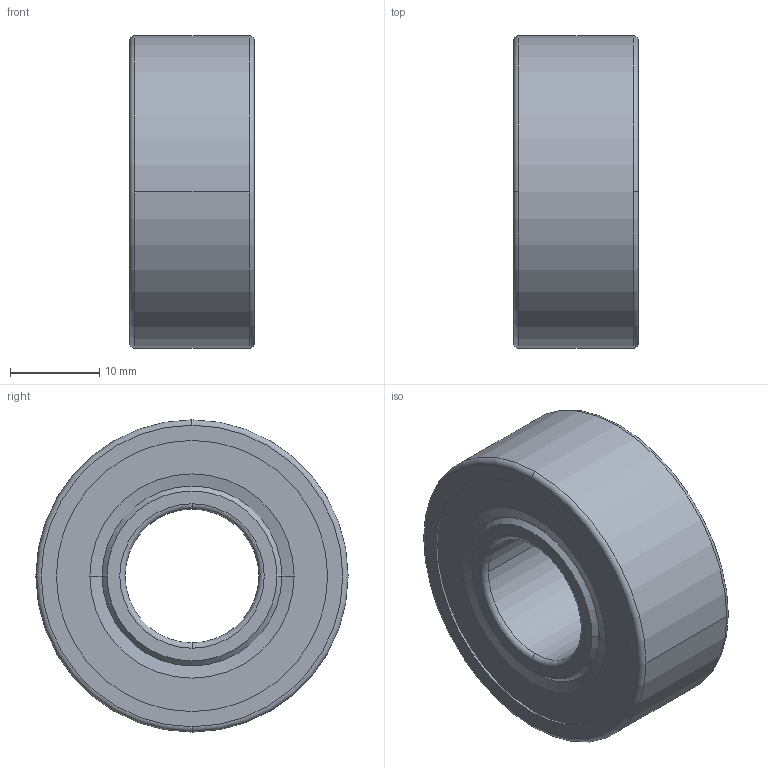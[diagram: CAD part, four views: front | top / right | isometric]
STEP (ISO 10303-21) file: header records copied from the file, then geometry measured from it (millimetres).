
FILE_DESCRIPTION(('STEP AP214'),'1');
FILE_NAME('skf_bearing_2202_e-2rs1tn9_2.stp','2023-11-21T14:50:25',('TraceParts'),('TraceParts S.A.'),'Spatial InterOp 3D',' ',' ');
FILE_SCHEMA(('AUTOMOTIVE_DESIGN { 1 0 10303 214 1 1 1 1 }'));
Length unit declared in the file: millimetre
Products named in the file (1): skf_bearing_2202_e-2rs1tn9_2_1
Bounding box: 14 x 35 x 35 mm (x, y, z)
Volume: 6636.3 mm3; surface area: 9041.5 mm2
Topology: 6 solids, 6 shells, 152 faces, 410 edges, 226 vertices
Faces by surface type: torus 64, sphere 42, cylinder 22, plane 12, cone 12
Entity records: 5529 total; most frequent: CARTESIAN_POINT 2070, DIRECTION 774, ORIENTED_EDGE 652, AXIS2_PLACEMENT_3D 370, EDGE_CURVE 326, VERTEX_POINT 226, CIRCLE 212, EDGE_LOOP 204
